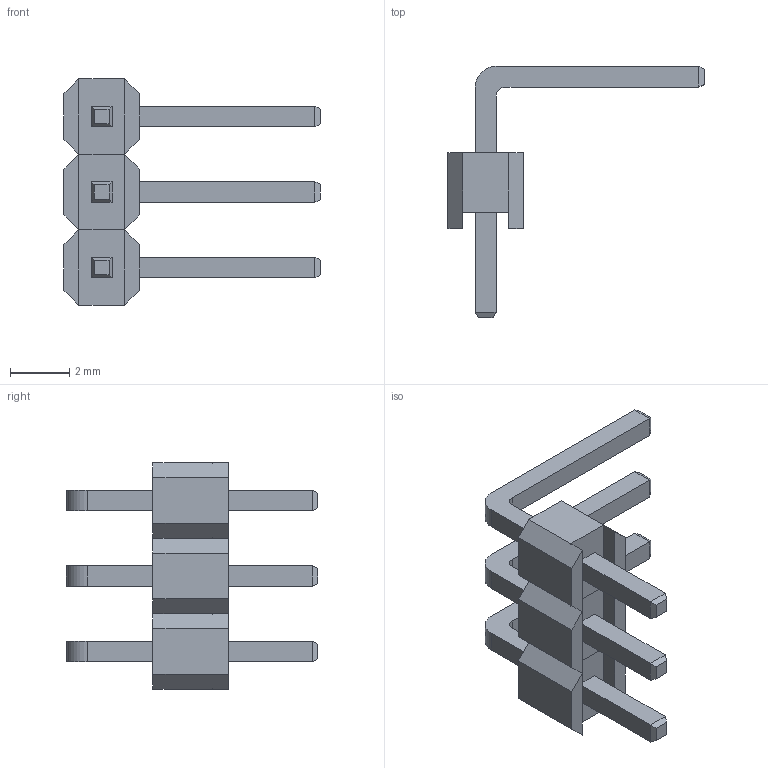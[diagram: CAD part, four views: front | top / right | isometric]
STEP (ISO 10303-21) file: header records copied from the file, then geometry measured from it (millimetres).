
FILE_DESCRIPTION (( 'STEP AP214' ), '1' );
FILE_NAME ('User Library-PLS-3R gold.STEP', '2022-01-07T23:27:25', ( '' ), ( '' ), 'SwSTEP 2.0', 'SolidWorks 2021', '' );
FILE_SCHEMA (( 'AUTOMOTIVE_DESIGN' ));
Length unit declared in the file: millimetre
Products named in the file (1): User Library-PLS-3R gold
Bounding box: 8.62 x 8.45 x 7.62 mm (x, y, z)
Volume: 58.5 mm3; surface area: 217.5 mm2
Topology: 3 solids, 3 shells, 108 faces, 252 edges, 156 vertices
Faces by surface type: plane 102, cylinder 6
Entity records: 3494 total; most frequent: CARTESIAN_POINT 517, ORIENTED_EDGE 504, DIRECTION 482, EDGE_CURVE 252, VECTOR 240, LINE 240, VERTEX_POINT 156, AXIS2_PLACEMENT_3D 121
